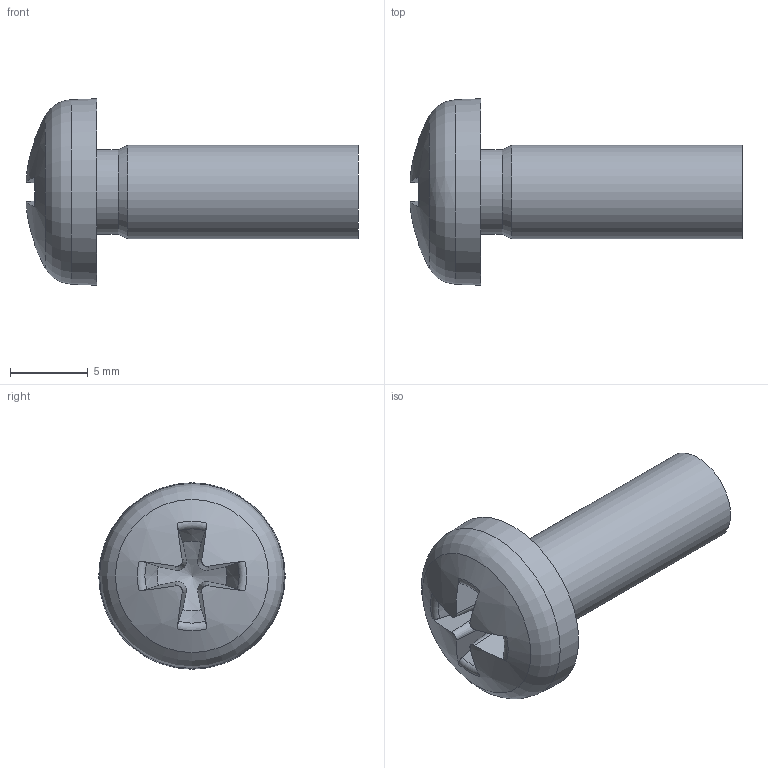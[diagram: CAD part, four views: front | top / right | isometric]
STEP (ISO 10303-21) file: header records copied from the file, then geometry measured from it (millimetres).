
FILE_DESCRIPTION(/* description */ (''),/* implementation_level */ '2;1');
FILE_NAME(/* name */ 'ISO 7045 - M6 x 30_ - 4.8 - H - ISO_ipt_436ea4fe.STEP',/* time_stamp */ '2021-11-15T11:37:22+02:00',/* author */ ('Mohamed Teleb'),/* organization */ (''),/* preprocessor_version */ 'ST-DEVELOPER v17',/* originating_system */ 'Autodesk Inventor 2019',/* authorisation */ '');
FILE_SCHEMA (('AUTOMOTIVE_DESIGN { 1 0 10303 214 3 1 1 }'));
Length unit declared in the file: millimetre
Products named in the file (1): ISO 7045 - M6 x 30_ - 4.8 - H - ISO
Bounding box: 21.37 x 12 x 12 mm (x, y, z)
Volume: 836.4 mm3; surface area: 693.2 mm2
Topology: 1 solids, 1 shells, 29 faces, 77 edges, 51 vertices
Faces by surface type: cone 11, plane 10, torus 5, cylinder 2, sphere 1
Full cylindrical faces by diameter (mm): 5.459 x1, 6 x1
Entity records: 1091 total; most frequent: CARTESIAN_POINT 373, ORIENTED_EDGE 152, DIRECTION 135, EDGE_CURVE 76, AXIS2_PLACEMENT_3D 61, VERTEX_POINT 51, EDGE_LOOP 31, CIRCLE 31
